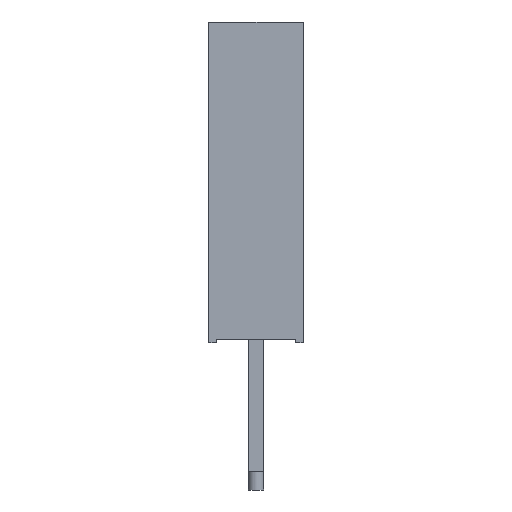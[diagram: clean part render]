
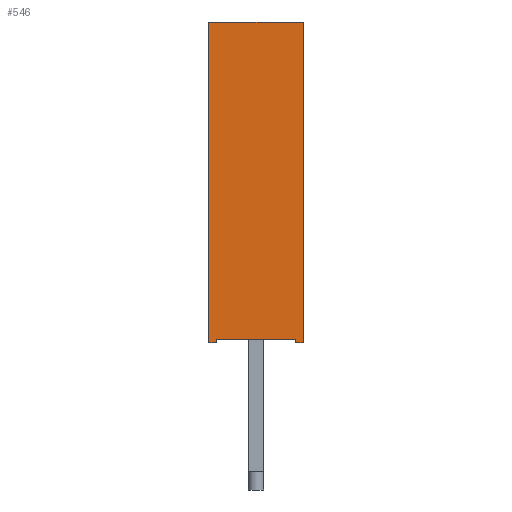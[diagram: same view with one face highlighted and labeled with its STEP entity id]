
A CAD part, left-side view. The second image highlights one B-rep face of the part: STEP entity #546.
In plain terms, the highlighted planar face has unit normal (-1, 0, 0).
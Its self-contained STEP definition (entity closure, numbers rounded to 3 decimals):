
#546=ADVANCED_FACE('',(#771),#773,.T.);
#771=FACE_BOUND('',#772,.T.);
#772=EDGE_LOOP('',(#937,#938,#939,#940,#941,#942,#943,#944));
#773=PLANE('',#774);
#774=AXIS2_PLACEMENT_3D('',#775,#776,#777);
#775=CARTESIAN_POINT('',(0.,2.5,0.));
#776=DIRECTION('',(-1.,0.,0.));
#777=DIRECTION('',(0.,-1.,0.));
#937=ORIENTED_EDGE('',*,*,#1040,.T.);
#938=ORIENTED_EDGE('',*,*,#1029,.T.);
#939=ORIENTED_EDGE('',*,*,#1039,.T.);
#940=ORIENTED_EDGE('',*,*,#1041,.T.);
#941=ORIENTED_EDGE('',*,*,#1042,.T.);
#942=ORIENTED_EDGE('',*,*,#1043,.F.);
#943=ORIENTED_EDGE('',*,*,#1044,.F.);
#944=ORIENTED_EDGE('',*,*,#1045,.T.);
#1029=EDGE_CURVE('',#1106,#1104,#1107,.T.);
#1039=EDGE_CURVE('',#1104,#1122,#1124,.F.);
#1040=EDGE_CURVE('',#1125,#1106,#1126,.F.);
#1041=EDGE_CURVE('',#1122,#1127,#1128,.T.);
#1042=EDGE_CURVE('',#1127,#1129,#1130,.T.);
#1043=EDGE_CURVE('',#1131,#1129,#1132,.T.);
#1044=EDGE_CURVE('',#1133,#1131,#1134,.T.);
#1045=EDGE_CURVE('',#1133,#1125,#1135,.T.);
#1104=VERTEX_POINT('',#1248);
#1106=VERTEX_POINT('',#1252);
#1107=LINE('',#1253,#1254);
#1122=VERTEX_POINT('',#1286);
#1124=LINE('',#1290,#1291);
#1125=VERTEX_POINT('',#1293);
#1126=LINE('',#1294,#1295);
#1127=VERTEX_POINT('',#1297);
#1128=LINE('',#1298,#1299);
#1129=VERTEX_POINT('',#1301);
#1130=LINE('',#1302,#1303);
#1131=VERTEX_POINT('',#1305);
#1132=LINE('',#1306,#1307);
#1133=VERTEX_POINT('',#1309);
#1134=LINE('',#1310,#1311);
#1135=LINE('',#1313,#1314);
#1248=CARTESIAN_POINT('',(0.,0.2,0.1));
#1252=CARTESIAN_POINT('',(0.,2.3,0.1));
#1253=CARTESIAN_POINT('',(0.,2.3,0.1));
#1254=VECTOR('',#1255,1.);
#1255=DIRECTION('',(0.,-1.,0.));
#1286=CARTESIAN_POINT('',(0.,0.2,0.));
#1290=CARTESIAN_POINT('',(0.,0.2,0.));
#1291=VECTOR('',#1292,1.);
#1292=DIRECTION('',(0.,0.,1.));
#1293=CARTESIAN_POINT('',(0.,2.3,0.));
#1294=CARTESIAN_POINT('',(0.,2.3,0.1));
#1295=VECTOR('',#1296,1.);
#1296=DIRECTION('',(0.,0.,-1.));
#1297=CARTESIAN_POINT('',(0.,0.,0.));
#1298=CARTESIAN_POINT('',(0.,0.2,0.));
#1299=VECTOR('',#1300,1.);
#1300=DIRECTION('',(0.,-1.,0.));
#1301=CARTESIAN_POINT('',(0.,0.,8.5));
#1302=CARTESIAN_POINT('',(0.,0.,0.));
#1303=VECTOR('',#1304,1.);
#1304=DIRECTION('',(0.,0.,1.));
#1305=CARTESIAN_POINT('',(0.,2.5,8.5));
#1306=CARTESIAN_POINT('',(0.,2.5,8.5));
#1307=VECTOR('',#1308,1.);
#1308=DIRECTION('',(0.,-1.,0.));
#1309=CARTESIAN_POINT('',(0.,2.5,0.));
#1310=CARTESIAN_POINT('',(0.,2.5,0.));
#1311=VECTOR('',#1312,1.);
#1312=DIRECTION('',(0.,0.,1.));
#1313=CARTESIAN_POINT('',(0.,2.5,0.));
#1314=VECTOR('',#1315,1.);
#1315=DIRECTION('',(0.,-1.,0.));
